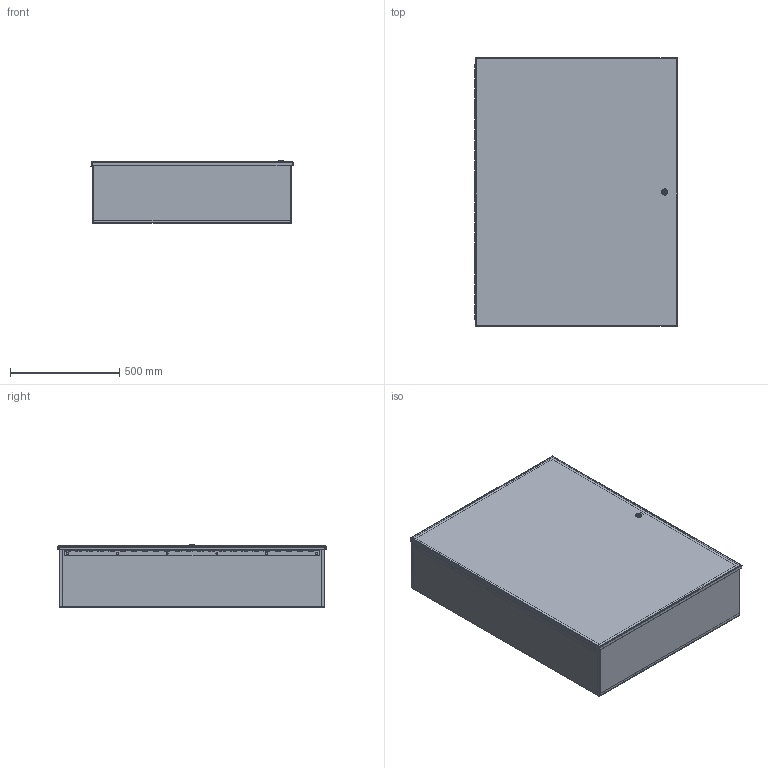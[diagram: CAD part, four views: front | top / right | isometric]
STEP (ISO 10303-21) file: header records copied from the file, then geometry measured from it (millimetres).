
FILE_DESCRIPTION(/* description */ ('N1C, LARGE, CS, BLR, 48X36X11'),/* implementation_level */ '2;1');
FILE_NAME(/* name */ 'N1C364811.stp',/* time_stamp */ '2016-11-16T13:16:16+06:00',/* author */ ('vdas'),/* organization */ (''),/* preprocessor_version */ 'ST-DEVELOPER v16.1',/* originating_system */ 'Autodesk Inventor 2016',/* authorisation */ '');
FILE_SCHEMA (('AUTOMOTIVE_DESIGN { 1 0 10303 214 3 1 1 }'));
Length unit declared in the file: inch
Products named in the file (19): N1C364811BLR; N1C3611TB; N1C3648LID; 1000-101-GPF_GPD; 1000-02; 1000-u45_asm; 1000-318; 1000-03; 1000-277-01; 1000-u142_asm; 1000-112_prt; 1000-23; HFW3513; H6010109T; H6010109L; H6010109 P; H6010109; 3889; N1C364811
Assembly tree (26 placements, depth 4):
  N1C364811
    N1C364811BLR
    N1C3611TB  x2
    N1C3648LID
    HFW3513
      1000-u45_asm
        1000-101-GPF_GPD
        1000-02
      1000-u142_asm
        1000-318
        1000-03
        1000-277-01
      1000-112_prt
      1000-23
    H6010109
      H6010109T
      H6010109L
      H6010109 P
    3889  x8
Bounding box: 926.81 x 1229.52 x 286.07 mm (x, y, z)
Volume: 6838047.1 mm3; surface area: 7321135.7 mm2
Topology: 22 solids, 22 shells, 1042 faces, 2482 edges, 1508 vertices
Faces by surface type: plane 681, cylinder 291, bspline 32, cone 21, torus 13, sphere 4
Full cylindrical faces by diameter (mm): 3.048 x1, 5 x1, 6 x1, 8.382 x16, 9.525 x6, 9.9 x1, 10 x1, 10.2 x1, 11.05 x1, 11.112 x4, 12.8 x1, 13.5 x1, 15.2 x1, 15.8 x1, 15.875 x8, 16.1 x1, 19.8 x1, 23 x1, 27 x1, 28 x1
Entity records: 30584 total; most frequent: CARTESIAN_POINT 7238, DIRECTION 4659, ORIENTED_EDGE 4506, EDGE_CURVE 2253, LINE 1599, VECTOR 1599, AXIS2_PLACEMENT_3D 1530, VERTEX_POINT 1386
